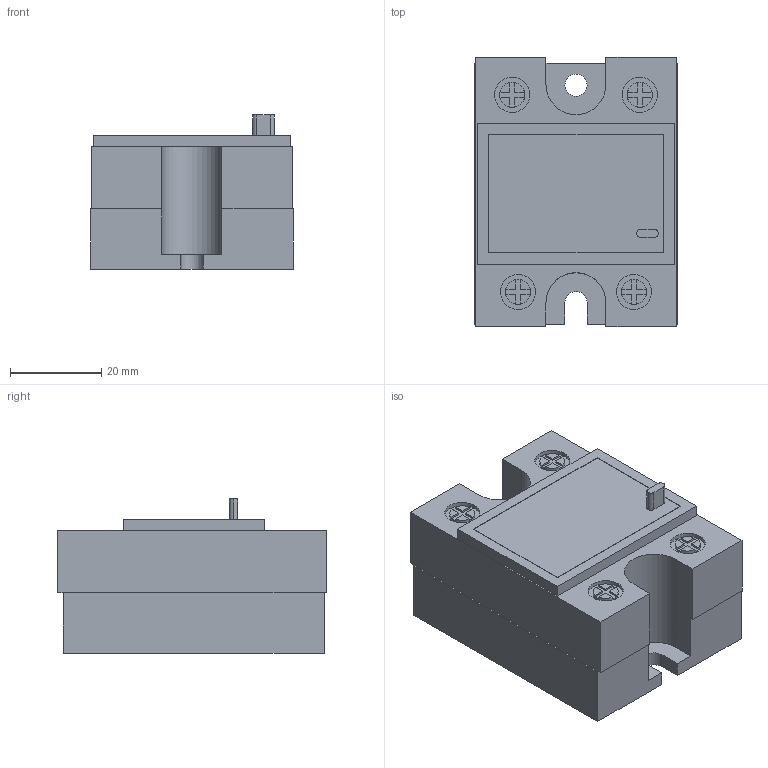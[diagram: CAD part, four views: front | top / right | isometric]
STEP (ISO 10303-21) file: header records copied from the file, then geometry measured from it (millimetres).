
FILE_DESCRIPTION(('STEP AP242'),'1');
FILE_NAME('9045765.stp','2024-03-15T11:51:54',('TraceParts'),('TraceParts S.A.'),'Spatial InterOp 3D',' ',' ');
FILE_SCHEMA(('AP242_MANAGED_MODEL_BASED_3D_ENGINEERING_MIM_LF {1 0 10303 442 1 1 4}'));
Length unit declared in the file: millimetre
Products named in the file (1): 9045765_1
Bounding box: 44.45 x 58.97 x 33.78 mm (x, y, z)
Volume: 65320 mm3; surface area: 12298.8 mm2
Topology: 5 solids, 5 shells, 125 faces, 329 edges, 230 vertices
Faces by surface type: plane 100, cylinder 25
Entity records: 3936 total; most frequent: DIRECTION 673, CARTESIAN_POINT 672, ORIENTED_EDGE 640, EDGE_CURVE 320, LINE 247, VECTOR 247, AXIS2_PLACEMENT_3D 213, VERTEX_POINT 212
